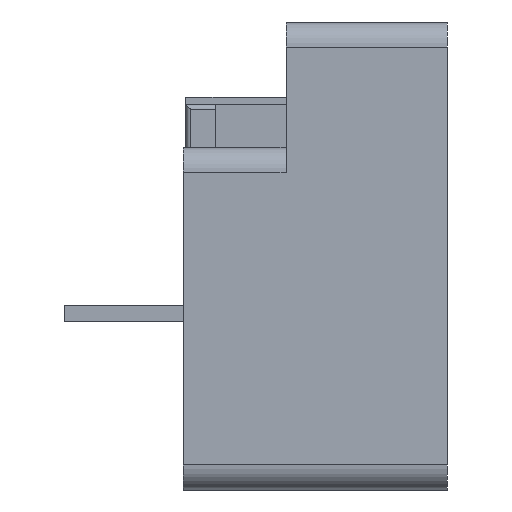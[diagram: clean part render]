
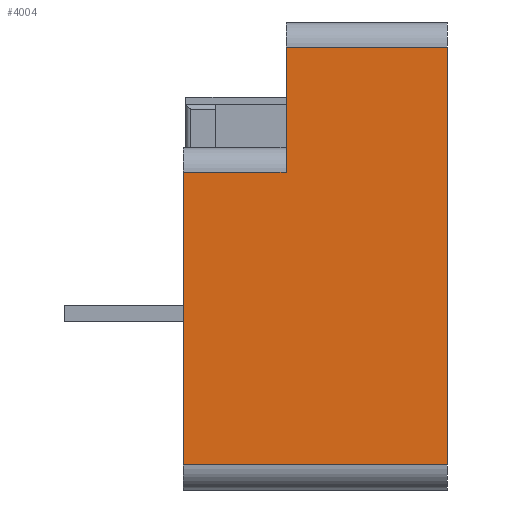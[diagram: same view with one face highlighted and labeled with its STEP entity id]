
A CAD part, left-side view. The second image highlights one B-rep face of the part: STEP entity #4004.
In plain terms, the highlighted planar face has unit normal (-1, 0, 0).
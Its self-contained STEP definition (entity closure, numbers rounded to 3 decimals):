
#117=PLANE('',#4219);
#515=ORIENTED_EDGE('',*,*,#1331,.F.);
#516=ORIENTED_EDGE('',*,*,#1332,.T.);
#517=ORIENTED_EDGE('',*,*,#1295,.F.);
#518=ORIENTED_EDGE('',*,*,#1333,.T.);
#519=ORIENTED_EDGE('',*,*,#1334,.T.);
#520=ORIENTED_EDGE('',*,*,#1324,.F.);
#1295=EDGE_CURVE('',#1693,#1694,#1963,.T.);
#1324=EDGE_CURVE('',#1717,#1718,#1983,.T.);
#1331=EDGE_CURVE('',#1721,#1717,#1987,.T.);
#1332=EDGE_CURVE('',#1721,#1694,#1988,.T.);
#1333=EDGE_CURVE('',#1693,#1722,#1989,.T.);
#1334=EDGE_CURVE('',#1722,#1718,#1990,.T.);
#1693=VERTEX_POINT('',#5644);
#1694=VERTEX_POINT('',#5645);
#1717=VERTEX_POINT('',#5701);
#1718=VERTEX_POINT('',#5703);
#1721=VERTEX_POINT('',#5716);
#1722=VERTEX_POINT('',#5719);
#1963=LINE('',#5643,#2315);
#1983=LINE('',#5702,#2335);
#1987=LINE('',#5715,#2339);
#1988=LINE('',#5717,#2340);
#1989=LINE('',#5718,#2341);
#1990=LINE('',#5720,#2342);
#2315=VECTOR('',#4692,1000.);
#2335=VECTOR('',#4740,1000.);
#2339=VECTOR('',#4756,1000.);
#2340=VECTOR('',#4757,1000.);
#2341=VECTOR('',#4758,1000.);
#2342=VECTOR('',#4759,1000.);
#2521=EDGE_LOOP('',(#515,#516,#517,#518,#519,#520));
#2693=FACE_BOUND('',#2521,.T.);
#4004=ADVANCED_FACE('',(#2693),#117,.F.);
#4219=AXIS2_PLACEMENT_3D('',#5714,#4754,#4755);
#4692=DIRECTION('',(0.,0.,1.));
#4740=DIRECTION('',(0.,-1.,0.));
#4754=DIRECTION('',(1.,0.,0.));
#4755=DIRECTION('',(0.,0.,-1.));
#4756=DIRECTION('',(0.,0.,1.));
#4757=DIRECTION('',(0.,1.,0.));
#4758=DIRECTION('',(0.,-1.,0.));
#4759=DIRECTION('',(0.,0.,1.));
#5643=CARTESIAN_POINT('',(-25.,10.55,-18.7));
#5644=CARTESIAN_POINT('',(-25.,10.55,-17.7));
#5645=CARTESIAN_POINT('',(-25.,10.55,-6.));
#5701=CARTESIAN_POINT('',(-25.,6.45,-1.));
#5702=CARTESIAN_POINT('',(-25.,11.,-1.));
#5703=CARTESIAN_POINT('',(-25.,0.,-1.));
#5714=CARTESIAN_POINT('',(-25.,10.55,-18.7));
#5715=CARTESIAN_POINT('',(-25.,6.45,-5.));
#5716=CARTESIAN_POINT('',(-25.,6.45,-6.));
#5717=CARTESIAN_POINT('',(-25.,6.45,-6.));
#5718=CARTESIAN_POINT('',(-25.,11.,-17.7));
#5719=CARTESIAN_POINT('',(-25.,0.,-17.7));
#5720=CARTESIAN_POINT('',(-25.,0.,-18.7));
